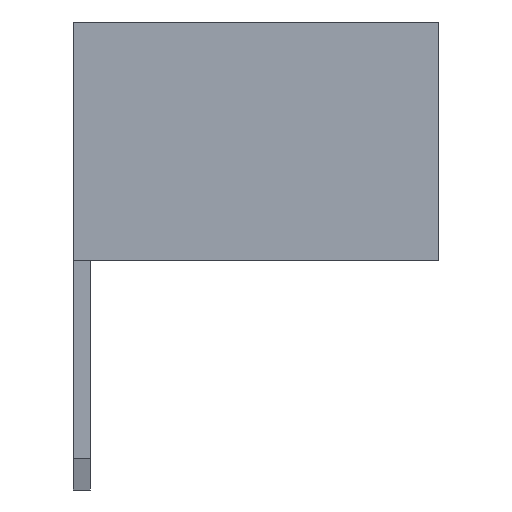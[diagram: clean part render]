
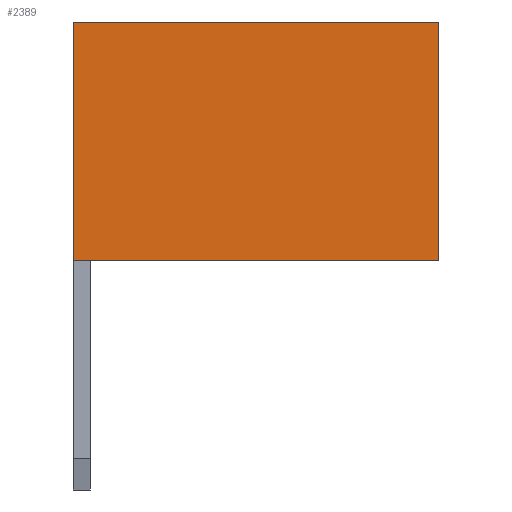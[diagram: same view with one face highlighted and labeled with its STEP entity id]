
A CAD part, left-side view. The second image highlights one B-rep face of the part: STEP entity #2389.
In plain terms, the highlighted planar face has unit normal (-1, 0, 0).
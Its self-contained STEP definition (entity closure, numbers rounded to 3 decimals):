
#2389=ADVANCED_FACE('',(#16969),#16971,.T.);
#16969=FACE_BOUND('',#16970,.T.);
#16970=EDGE_LOOP('',(#28635,#28636,#28637,#28638));
#16971=PLANE('',#16972);
#16972=AXIS2_PLACEMENT_3D('',#16973,#16974,#16975);
#16973=CARTESIAN_POINT('',(-1.,-4.2,0.));
#16974=DIRECTION('',(-1.,0.,0.));
#16975=DIRECTION('',(0.,0.,1.));
#28635=ORIENTED_EDGE('',*,*,#36689,.T.);
#28636=ORIENTED_EDGE('',*,*,#37116,.T.);
#28637=ORIENTED_EDGE('',*,*,#36470,.F.);
#28638=ORIENTED_EDGE('',*,*,#37115,.F.);
#36470=EDGE_CURVE('',#41402,#41404,#41405,.T.);
#36689=EDGE_CURVE('',#41712,#41713,#41714,.T.);
#37115=EDGE_CURVE('',#41712,#41402,#42421,.T.);
#37116=EDGE_CURVE('',#41713,#41404,#42422,.T.);
#41402=VERTEX_POINT('',#49660);
#41404=VERTEX_POINT('',#49664);
#41405=LINE('',#49665,#49666);
#41712=VERTEX_POINT('',#50410);
#41713=VERTEX_POINT('',#50411);
#41714=LINE('',#50412,#50413);
#42421=LINE('',#51971,#51972);
#42422=LINE('',#51974,#51975);
#49660=CARTESIAN_POINT('',(-1.,0.1,0.));
#49664=CARTESIAN_POINT('',(-1.,0.1,2.8));
#49665=CARTESIAN_POINT('',(-1.,0.1,0.));
#49666=VECTOR('',#49667,1.);
#49667=DIRECTION('',(0.,0.,1.));
#50410=CARTESIAN_POINT('',(-1.,-4.2,0.));
#50411=CARTESIAN_POINT('',(-1.,-4.2,2.8));
#50412=CARTESIAN_POINT('',(-1.,-4.2,0.));
#50413=VECTOR('',#50414,1.);
#50414=DIRECTION('',(0.,0.,1.));
#51971=CARTESIAN_POINT('',(-1.,-4.2,0.));
#51972=VECTOR('',#51973,1.);
#51973=DIRECTION('',(0.,1.,0.));
#51974=CARTESIAN_POINT('',(-1.,-4.2,2.8));
#51975=VECTOR('',#51976,1.);
#51976=DIRECTION('',(0.,1.,0.));
